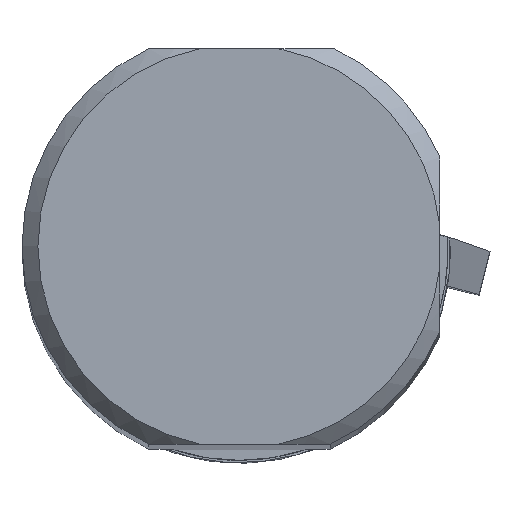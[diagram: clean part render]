
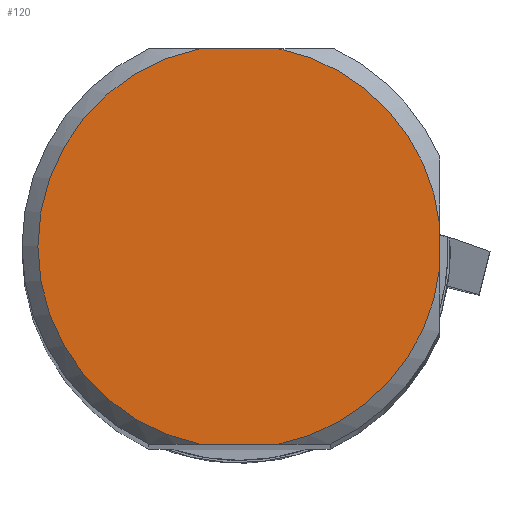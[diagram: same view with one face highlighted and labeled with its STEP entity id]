
A CAD part, top view. The second image highlights one B-rep face of the part: STEP entity #120.
In plain terms, the highlighted planar face has unit normal (0, 0, 1).
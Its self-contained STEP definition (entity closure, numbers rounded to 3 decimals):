
#87=CIRCLE('',#856,20.6);
#89=CIRCLE('',#859,20.6);
#90=CIRCLE('',#861,20.6);
#120=ADVANCED_FACE('',(#192),#159,.F.);
#159=PLANE('',#862);
#192=FACE_OUTER_BOUND('',#235,.T.);
#235=EDGE_LOOP('',(#317,#318,#319,#320,#321,#322));
#317=ORIENTED_EDGE('',*,*,#592,.T.);
#318=ORIENTED_EDGE('',*,*,#590,.T.);
#319=ORIENTED_EDGE('',*,*,#593,.T.);
#320=ORIENTED_EDGE('',*,*,#586,.T.);
#321=ORIENTED_EDGE('',*,*,#594,.T.);
#322=ORIENTED_EDGE('',*,*,#595,.T.);
#505=VERTEX_POINT('',#1209);
#506=VERTEX_POINT('',#1211);
#509=VERTEX_POINT('',#1224);
#510=VERTEX_POINT('',#1226);
#511=VERTEX_POINT('',#1233);
#512=VERTEX_POINT('',#1236);
#586=EDGE_CURVE('',#506,#505,#87,.T.);
#590=EDGE_CURVE('',#510,#509,#89,.T.);
#592=EDGE_CURVE('',#511,#510,#691,.T.);
#593=EDGE_CURVE('',#509,#506,#692,.T.);
#594=EDGE_CURVE('',#505,#512,#693,.T.);
#595=EDGE_CURVE('',#512,#511,#90,.T.);
#691=LINE('',#1232,#761);
#692=LINE('',#1234,#762);
#693=LINE('',#1235,#763);
#761=VECTOR('',#983,1.);
#762=VECTOR('',#984,1.);
#763=VECTOR('',#985,1.);
#856=AXIS2_PLACEMENT_3D('',#1210,#973,#974);
#859=AXIS2_PLACEMENT_3D('',#1225,#979,#980);
#861=AXIS2_PLACEMENT_3D('',#1237,#986,#987);
#862=AXIS2_PLACEMENT_3D('',#1238,#988,#989);
#973=DIRECTION('',(0.,0.,1.));
#974=DIRECTION('',(0.,-1.,0.));
#979=DIRECTION('',(0.,0.,1.));
#980=DIRECTION('',(0.,-1.,0.));
#983=DIRECTION('',(1.,0.,0.));
#984=DIRECTION('',(0.,1.,0.));
#985=DIRECTION('',(-1.,0.,0.));
#986=DIRECTION('',(0.,0.,1.));
#987=DIRECTION('',(0.,-1.,0.));
#988=DIRECTION('',(0.,0.,-1.));
#989=DIRECTION('',(0.,1.,0.));
#1209=CARTESIAN_POINT('',(4.04,20.2,291.525));
#1210=CARTESIAN_POINT('',(0.,0.,291.525));
#1211=CARTESIAN_POINT('',(20.475,2.266,291.525));
#1224=CARTESIAN_POINT('',(20.475,-2.266,291.525));
#1225=CARTESIAN_POINT('',(0.,0.,291.525));
#1226=CARTESIAN_POINT('',(4.04,-20.2,291.525));
#1232=CARTESIAN_POINT('',(-19.925,-20.2,291.525));
#1233=CARTESIAN_POINT('',(-4.04,-20.2,291.525));
#1234=CARTESIAN_POINT('',(20.475,-20.2,291.525));
#1235=CARTESIAN_POINT('',(20.475,20.2,291.525));
#1236=CARTESIAN_POINT('',(-4.04,20.2,291.525));
#1237=CARTESIAN_POINT('',(0.,0.,291.525));
#1238=CARTESIAN_POINT('',(0.,0.,291.525));
